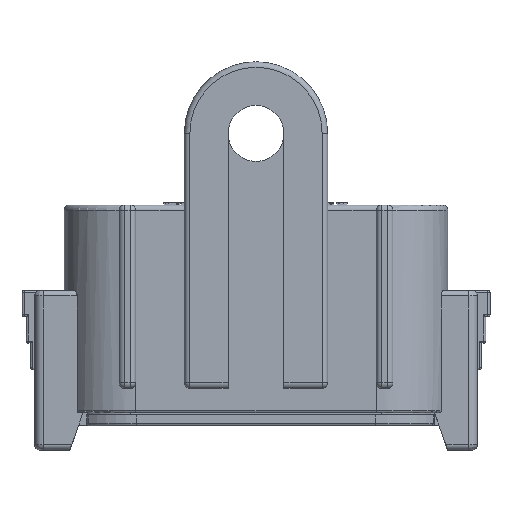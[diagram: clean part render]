
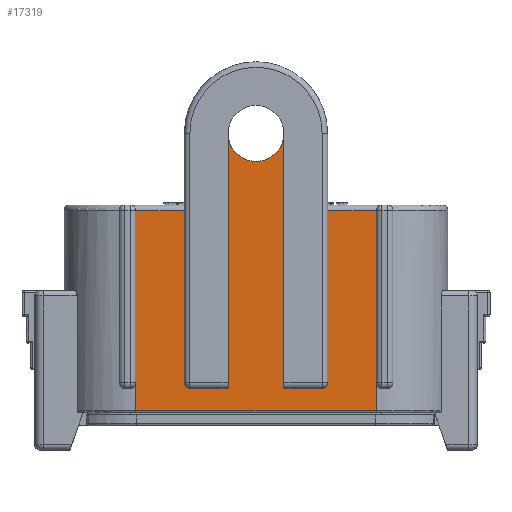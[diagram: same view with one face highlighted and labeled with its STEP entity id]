
A CAD part, left-side view. The second image highlights one B-rep face of the part: STEP entity #17319.
In plain terms, the highlighted planar face has unit normal (-1, 0, 0).
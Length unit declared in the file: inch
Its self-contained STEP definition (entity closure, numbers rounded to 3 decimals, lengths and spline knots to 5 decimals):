
#1970=DIRECTION('',(0.,-1.,0.));
#1971=VECTOR('',#1970,0.86024);
#1972=CARTESIAN_POINT('',(-0.39862,0.43012,
0.00787));
#1973=LINE('',#1972,#1971);
#4093=DIRECTION('',(0.,0.,1.));
#4094=VECTOR('',#4093,0.09843);
#4095=CARTESIAN_POINT('',(-0.39862,-0.43012,
0.00787));
#4096=LINE('',#4095,#4094);
#4208=DIRECTION('',(0.,1.,0.));
#4209=VECTOR('',#4208,0.17421);
#4210=CARTESIAN_POINT('',(-0.39862,-0.43012,
0.72244));
#4211=LINE('',#4210,#4209);
#4487=DIRECTION('',(0.,0.,-1.));
#4488=VECTOR('',#4487,0.61614);
#4489=CARTESIAN_POINT('',(-0.39862,0.25591,
0.72244));
#4490=LINE('',#4489,#4488);
#4491=CARTESIAN_POINT('',(-0.39862,0.23622,
0.1063));
#4492=DIRECTION('',(-1.,0.,0.));
#4493=DIRECTION('',(0.,1.,0.));
#4494=AXIS2_PLACEMENT_3D('',#4491,#4492,#4493);
#4496=DIRECTION('',(0.,-1.,0.));
#4497=VECTOR('',#4496,0.13622);
#4498=CARTESIAN_POINT('',(-0.39862,0.23622,
0.08661));
#4499=LINE('',#4498,#4497);
#4500=DIRECTION('',(0.,0.,1.));
#4501=VECTOR('',#4500,0.91142);
#4502=CARTESIAN_POINT('',(-0.39862,0.1,0.08661));
#4503=LINE('',#4502,#4501);
#4504=CARTESIAN_POINT('',(-0.39862,0.,0.99803));
#4505=DIRECTION('',(-1.,0.,0.));
#4506=DIRECTION('',(0.,1.,0.));
#4507=AXIS2_PLACEMENT_3D('',#4504,#4505,#4506);
#4509=CARTESIAN_POINT('',(-0.39862,0.,0.99803));
#4510=DIRECTION('',(-1.,0.,0.));
#4511=DIRECTION('',(0.,0.,-1.));
#4512=AXIS2_PLACEMENT_3D('',#4509,#4510,#4511);
#4514=DIRECTION('',(0.,0.,-1.));
#4515=VECTOR('',#4514,0.91142);
#4516=CARTESIAN_POINT('',(-0.39862,-0.1,0.99803));
#4517=LINE('',#4516,#4515);
#4518=CARTESIAN_POINT('',(-0.39862,-0.23622,
0.1063));
#4519=DIRECTION('',(-1.,0.,0.));
#4520=DIRECTION('',(0.,0.,-1.));
#4521=AXIS2_PLACEMENT_3D('',#4518,#4519,#4520);
#4523=DIRECTION('',(0.,0.,1.));
#4524=VECTOR('',#4523,0.61614);
#4525=CARTESIAN_POINT('',(-0.39862,-0.25591,
0.1063));
#4526=LINE('',#4525,#4524);
#4527=DIRECTION('',(0.,0.,-1.));
#4528=VECTOR('',#4527,0.61614);
#4529=CARTESIAN_POINT('',(-0.39862,-0.43012,
0.72244));
#4530=LINE('',#4529,#4528);
#4531=DIRECTION('',(0.,0.,1.));
#4532=VECTOR('',#4531,0.61614);
#4533=CARTESIAN_POINT('',(-0.39862,0.43012,
0.1063));
#4534=LINE('',#4533,#4532);
#4662=DIRECTION('',(0.,1.,0.));
#4663=VECTOR('',#4662,0.13622);
#4664=CARTESIAN_POINT('',(-0.39862,-0.23622,
0.08661));
#4665=LINE('',#4664,#4663);
#4707=DIRECTION('',(0.,0.,-1.));
#4708=VECTOR('',#4707,0.09843);
#4709=CARTESIAN_POINT('',(-0.39862,0.43012,
0.1063));
#4710=LINE('',#4709,#4708);
#7274=DIRECTION('',(0.,1.,0.));
#7275=VECTOR('',#7274,0.17421);
#7276=CARTESIAN_POINT('',(-0.39862,0.25591,
0.72244));
#7277=LINE('',#7276,#7275);
#11603=CARTESIAN_POINT('',(-0.39862,0.43012,
0.1063));
#11604=CARTESIAN_POINT('',(-0.39862,0.43012,
0.00787));
#11605=VERTEX_POINT('',#11603);
#11606=VERTEX_POINT('',#11604);
#11618=CARTESIAN_POINT('',(-0.39862,0.25591,
0.72244));
#11619=CARTESIAN_POINT('',(-0.39862,0.25591,
0.1063));
#11620=VERTEX_POINT('',#11618);
#11621=VERTEX_POINT('',#11619);
#11622=CARTESIAN_POINT('',(-0.39862,0.23622,
0.08661));
#11623=VERTEX_POINT('',#11622);
#11624=CARTESIAN_POINT('',(-0.39862,0.1,0.08661));
#11625=VERTEX_POINT('',#11624);
#11626=CARTESIAN_POINT('',(-0.39862,0.1,0.99803));
#11627=VERTEX_POINT('',#11626);
#11628=CARTESIAN_POINT('',(-0.39862,0.,0.89803));
#11629=VERTEX_POINT('',#11628);
#11630=CARTESIAN_POINT('',(-0.39862,-0.1,0.99803));
#11631=VERTEX_POINT('',#11630);
#11632=CARTESIAN_POINT('',(-0.39862,-0.1,0.08661));
#11633=VERTEX_POINT('',#11632);
#11634=CARTESIAN_POINT('',(-0.39862,-0.23622,
0.08661));
#11635=VERTEX_POINT('',#11634);
#11636=CARTESIAN_POINT('',(-0.39862,-0.25591,
0.1063));
#11637=VERTEX_POINT('',#11636);
#11638=CARTESIAN_POINT('',(-0.39862,-0.25591,
0.72244));
#11639=VERTEX_POINT('',#11638);
#11640=CARTESIAN_POINT('',(-0.39862,-0.43012,
0.72244));
#11641=VERTEX_POINT('',#11640);
#11642=CARTESIAN_POINT('',(-0.39862,-0.43012,
0.1063));
#11643=VERTEX_POINT('',#11642);
#11644=CARTESIAN_POINT('',(-0.39862,-0.43012,
0.00787));
#11645=VERTEX_POINT('',#11644);
#11646=CARTESIAN_POINT('',(-0.39862,0.43012,
0.72244));
#11647=VERTEX_POINT('',#11646);
#17286=CARTESIAN_POINT('',(-0.39862,-0.68602,0.));
#17287=DIRECTION('',(-1.,0.,0.));
#17288=DIRECTION('',(0.,0.,1.));
#17289=AXIS2_PLACEMENT_3D('',#17286,#17287,#17288);
#17290=PLANE('',#17289);
#17291=ORIENTED_EDGE('',*,*,#17234,.T.);
#17292=ORIENTED_EDGE('',*,*,#17277,.T.);
#17294=ORIENTED_EDGE('',*,*,#17293,.T.);
#17295=ORIENTED_EDGE('',*,*,#17041,.T.);
#17297=ORIENTED_EDGE('',*,*,#17296,.T.);
#17299=ORIENTED_EDGE('',*,*,#17298,.T.);
#17300=ORIENTED_EDGE('',*,*,#16997,.T.);
#17302=ORIENTED_EDGE('',*,*,#17301,.F.);
#17304=ORIENTED_EDGE('',*,*,#17303,.T.);
#17305=ORIENTED_EDGE('',*,*,#16924,.T.);
#17306=ORIENTED_EDGE('',*,*,#16910,.F.);
#17308=ORIENTED_EDGE('',*,*,#17307,.T.);
#17309=ORIENTED_EDGE('',*,*,#16778,.F.);
#17310=ORIENTED_EDGE('',*,*,#15914,.F.);
#17312=ORIENTED_EDGE('',*,*,#17311,.F.);
#17314=ORIENTED_EDGE('',*,*,#17313,.T.);
#17316=ORIENTED_EDGE('',*,*,#17315,.F.);
#17317=EDGE_LOOP('',(#17291,#17292,#17294,#17295,#17297,#17299,#17300,#17302,
#17304,#17305,#17306,#17308,#17309,#17310,#17312,#17314,#17316));
#17318=FACE_OUTER_BOUND('',#17317,.F.);
#17319=ADVANCED_FACE('',(#17318),#17290,.T.);
#4495=CIRCLE('',#4494,0.01969);
#4508=CIRCLE('',#4507,0.1);
#4513=CIRCLE('',#4512,0.1);
#4522=CIRCLE('',#4521,0.01969);
#15914=EDGE_CURVE('',#11606,#11645,#1973,.T.);
#16778=EDGE_CURVE('',#11645,#11643,#4096,.T.);
#16910=EDGE_CURVE('',#11641,#11639,#4211,.T.);
#16924=EDGE_CURVE('',#11637,#11639,#4526,.T.);
#16997=EDGE_CURVE('',#11631,#11633,#4517,.T.);
#17041=EDGE_CURVE('',#11625,#11627,#4503,.T.);
#17234=EDGE_CURVE('',#11620,#11621,#4490,.T.);
#17277=EDGE_CURVE('',#11621,#11623,#4495,.T.);
#17293=EDGE_CURVE('',#11623,#11625,#4499,.T.);
#17296=EDGE_CURVE('',#11627,#11629,#4508,.T.);
#17298=EDGE_CURVE('',#11629,#11631,#4513,.T.);
#17301=EDGE_CURVE('',#11635,#11633,#4665,.T.);
#17303=EDGE_CURVE('',#11635,#11637,#4522,.T.);
#17307=EDGE_CURVE('',#11641,#11643,#4530,.T.);
#17311=EDGE_CURVE('',#11605,#11606,#4710,.T.);
#17313=EDGE_CURVE('',#11605,#11647,#4534,.T.);
#17315=EDGE_CURVE('',#11620,#11647,#7277,.T.);
